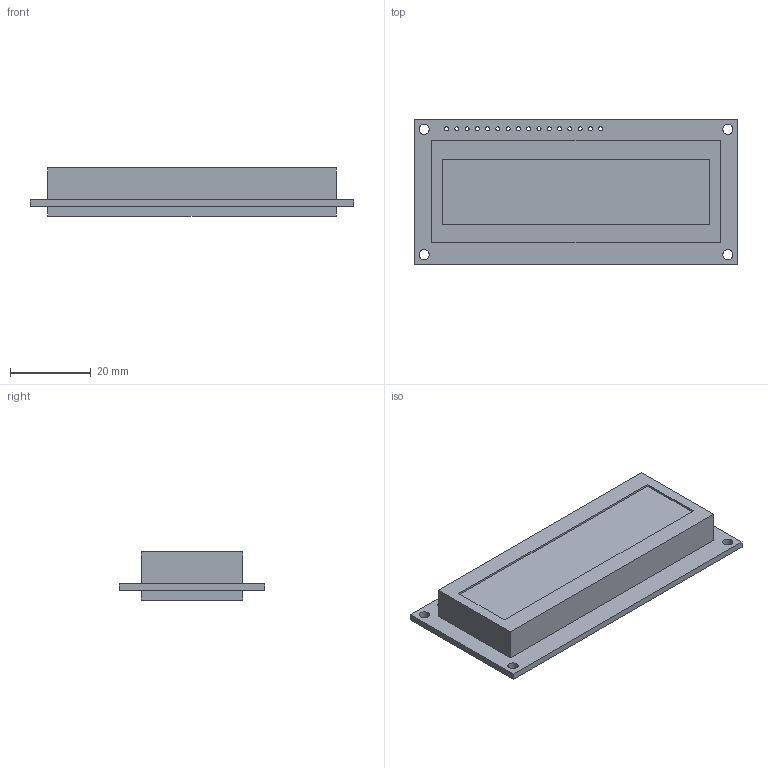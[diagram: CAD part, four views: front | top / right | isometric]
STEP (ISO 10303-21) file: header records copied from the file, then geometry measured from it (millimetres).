
FILE_DESCRIPTION(/* description */ ('STEP AP242','CAx-IF Rec.Pracs.---Representation and Presentation of Product Manufacturing Information (PMI)---4.0---2014-10-13','CAx-IF Rec.Pracs.---3D Tessellated Geometry---0.4---2014-09-14','2;1'),/* implementation_level */ '2;1');
FILE_NAME(/* name */ '6307ce1f27e2193ee5ffd2ef',/* time_stamp */ '2022-08-25T19:31:43+00:00',/* author */ (''),/* organization */ (''),/* preprocessor_version */ 'ST-DEVELOPER v18.102',/* originating_system */ ' ',/* authorisation */ ' ');
FILE_SCHEMA (('AP242_MANAGED_MODEL_BASED_3D_ENGINEERING_MIM_LF { 1 0 10303 442 1 1 4 }'));
Length unit declared in the file: metre
Products named in the file (1): Part 1
Bounding box: 80 x 36 x 11.9 mm (x, y, z)
Volume: 22501.1 mm3; surface area: 8266.7 mm2
Topology: 1 solids, 1 shells, 41 faces, 108 edges, 72 vertices
Faces by surface type: plane 21, cylinder 20
Full cylindrical faces by diameter (mm): 1 x16, 2.5 x4
Entity records: 1574 total; most frequent: DIRECTION 212, CARTESIAN_POINT 202, ORIENTED_EDGE 176, EDGE_LOOP 104, FACE_BOUND 104, EDGE_CURVE 88, AXIS2_PLACEMENT_3D 82, VERTEX_POINT 72
